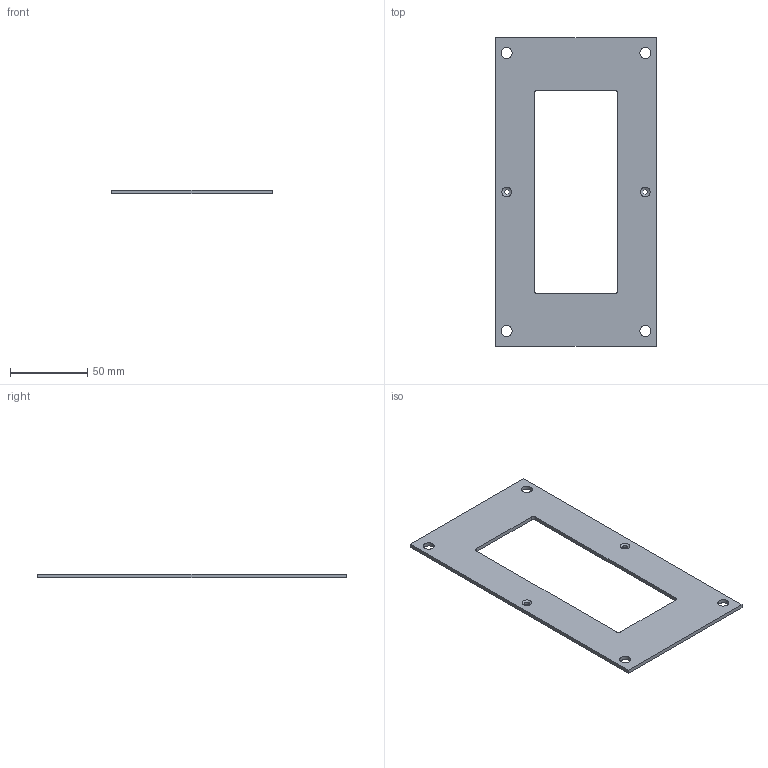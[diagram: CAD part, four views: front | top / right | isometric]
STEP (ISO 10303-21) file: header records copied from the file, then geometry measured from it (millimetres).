
FILE_DESCRIPTION(/* description */ ('Unknown'),/* implementation_level */ '2;1');
FILE_NAME(/* name */ 'MiddelPlate',/* time_stamp */ '2018-11-22T09:02:31+01:00',/* author */ ('Unknown'),/* organization */ ('Unknown'),/* preprocessor_version */ 'ST-DEVELOPER v16.7',/* originating_system */ 'DEX',/* authorisation */ $);
FILE_SCHEMA (('AUTOMOTIVE_DESIGN {1 0 10303 214 3 1 1}'));
Length unit declared in the file: millimetre
Products named in the file (1): MiddelPlate
Bounding box: 104 x 200 x 2.5 mm (x, y, z)
Volume: 33732.4 mm3; surface area: 29705.3 mm2
Topology: 1 solids, 1 shells, 22 faces, 60 edges, 40 vertices
Faces by surface type: plane 10, cylinder 10, cone 2
Full cylindrical faces by diameter (mm): 3.3 x2, 7.1 x4
Entity records: 706 total; most frequent: DIRECTION 118, CARTESIAN_POINT 111, ORIENTED_EDGE 100, EDGE_CURVE 50, AXIS2_PLACEMENT_3D 45, EDGE_LOOP 44, FACE_BOUND 44, VERTEX_POINT 38
